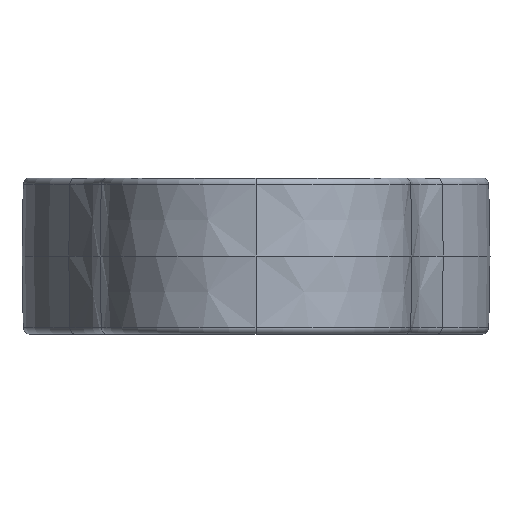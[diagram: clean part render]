
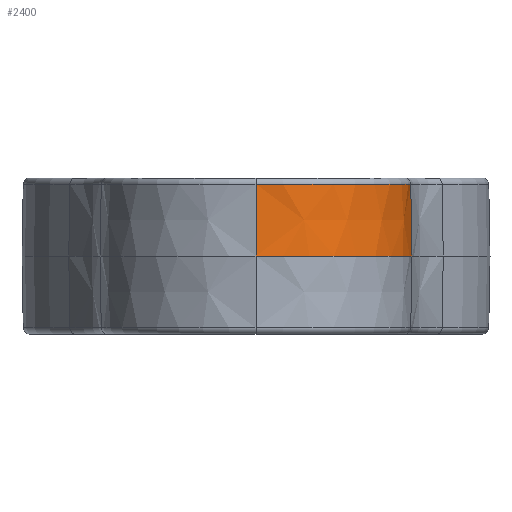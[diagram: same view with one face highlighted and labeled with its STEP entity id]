
A CAD part, front view. The second image highlights one B-rep face of the part: STEP entity #2400.
In plain terms, the highlighted conical face has half-angle 1 degrees and reference radius 6.35 mm.
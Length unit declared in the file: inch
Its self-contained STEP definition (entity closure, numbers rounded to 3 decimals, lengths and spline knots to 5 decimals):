
#51 = VERTEX_POINT ( 'NONE', #3834 ) ;
#59 = CARTESIAN_POINT ( 'NONE',  ( 0., -1.25, 0. ) ) ;
#562 = ORIENTED_EDGE ( 'NONE', *, *, #1652, .F. ) ;
#627 = ORIENTED_EDGE ( 'NONE', *, *, #7293, .F. ) ;
#1058 = FACE_OUTER_BOUND ( 'NONE', #7190, .T. ) ;
#1652 = EDGE_CURVE ( 'NONE', #4855, #5479, #3269, .T. ) ;
#1824 = AXIS2_PLACEMENT_3D ( 'NONE', #4211, #3720, #4136 ) ;
#1952 = CIRCLE ( 'NONE', #1824, 0.24799 ) ;
#2158 = CARTESIAN_POINT ( 'NONE',  ( 0.25, -1., 0. ) ) ;
#2304 = DIRECTION ( 'NONE',  ( 1., 0., 0. ) ) ;
#2379 = ORIENTED_EDGE ( 'NONE', *, *, #5964, .T. ) ;
#2400 = ADVANCED_FACE ( 'NONE', ( #1058 ), #5120, .T. ) ;
#2687 = CIRCLE ( 'NONE', #4628, 0.25 ) ;
#3172 = VECTOR ( 'NONE', #4700, 39.37008 ) ;
#3269 = LINE ( 'NONE', #2158, #5574 ) ;
#3471 = DIRECTION ( 'NONE',  ( 0., 0., -1. ) ) ;
#3674 = AXIS2_PLACEMENT_3D ( 'NONE', #5709, #3471, #2304 ) ;
#3720 = DIRECTION ( 'NONE',  ( 0., 0., -1. ) ) ;
#3834 = CARTESIAN_POINT ( 'NONE',  ( 0., -1.24799, 0.11517 ) ) ;
#3890 = CARTESIAN_POINT ( 'NONE',  ( 0.25, -1., 0. ) ) ;
#4104 = CARTESIAN_POINT ( 'NONE',  ( 0., -1.25, 0. ) ) ;
#4136 = DIRECTION ( 'NONE',  ( 1., 0., 0. ) ) ;
#4211 = CARTESIAN_POINT ( 'NONE',  ( 0., -1., 0.11517 ) ) ;
#4548 = DIRECTION ( 'NONE',  ( 0.017, 0., -1. ) ) ;
#4628 = AXIS2_PLACEMENT_3D ( 'NONE', #5518, #6562, #5445 ) ;
#4700 = DIRECTION ( 'NONE',  ( 0., 0.017, 1. ) ) ;
#4855 = VERTEX_POINT ( 'NONE', #6638 ) ;
#5120 = CONICAL_SURFACE ( 'NONE', #3674, 0.25, 0.017 ) ;
#5445 = DIRECTION ( 'NONE',  ( 1., 0., 0. ) ) ;
#5479 = VERTEX_POINT ( 'NONE', #3890 ) ;
#5518 = CARTESIAN_POINT ( 'NONE',  ( 0., -1., 0. ) ) ;
#5574 = VECTOR ( 'NONE', #4548, 39.37008 ) ;
#5709 = CARTESIAN_POINT ( 'NONE',  ( 0., -1., 0. ) ) ;
#5795 = LINE ( 'NONE', #4104, #3172 ) ;
#5964 = EDGE_CURVE ( 'NONE', #4855, #51, #1952, .T. ) ;
#6193 = VERTEX_POINT ( 'NONE', #59 ) ;
#6459 = EDGE_CURVE ( 'NONE', #5479, #6193, #2687, .T. ) ;
#6518 = ORIENTED_EDGE ( 'NONE', *, *, #6459, .F. ) ;
#6562 = DIRECTION ( 'NONE',  ( 0., 0., -1. ) ) ;
#6638 = CARTESIAN_POINT ( 'NONE',  ( 0.24799, -1., 0.11517 ) ) ;
#7190 = EDGE_LOOP ( 'NONE', ( #562, #2379, #627, #6518 ) ) ;
#7293 = EDGE_CURVE ( 'NONE', #6193, #51, #5795, .T. ) ;
